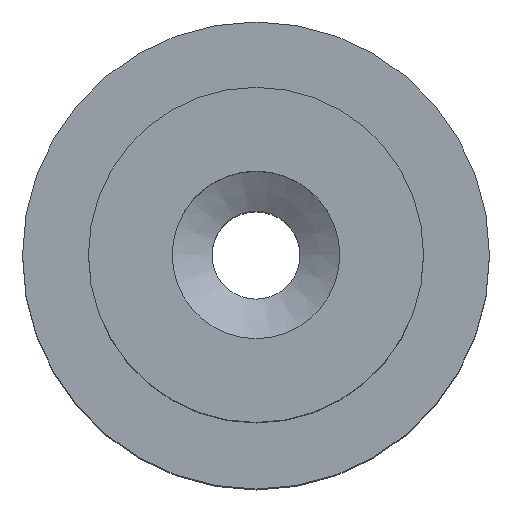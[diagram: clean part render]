
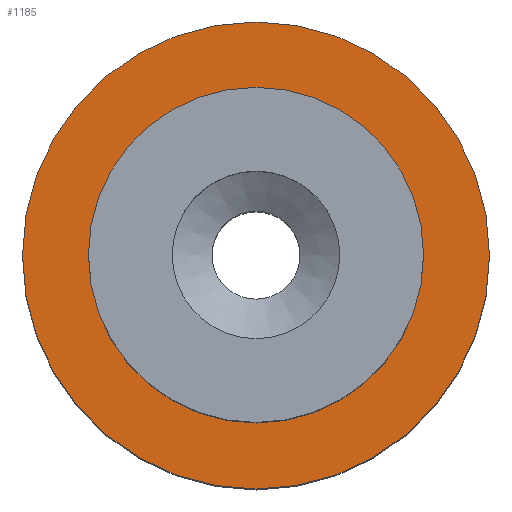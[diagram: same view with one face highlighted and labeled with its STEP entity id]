
A CAD part, top view. The second image highlights one B-rep face of the part: STEP entity #1185.
In plain terms, the highlighted planar face has unit normal (0, 0, 1).
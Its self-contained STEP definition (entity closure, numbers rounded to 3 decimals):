
#1029 = CYLINDRICAL_SURFACE('',#1030,4.59);
#1030 = AXIS2_PLACEMENT_3D('',#1031,#1032,#1033);
#1031 = CARTESIAN_POINT('',(0.,0.,27.5));
#1032 = DIRECTION('',(0.,0.,-1.));
#1033 = DIRECTION('',(1.,0.,0.));
#1101 = VERTEX_POINT('',#1102);
#1102 = CARTESIAN_POINT('',(4.59,0.,26.));
#1123 = EDGE_CURVE('',#1101,#1101,#1124,.T.);
#1124 = SURFACE_CURVE('',#1125,(#1130,#1137),.PCURVE_S1.);
#1125 = CIRCLE('',#1126,4.59);
#1126 = AXIS2_PLACEMENT_3D('',#1127,#1128,#1129);
#1127 = CARTESIAN_POINT('',(0.,0.,26.));
#1128 = DIRECTION('',(0.,0.,-1.));
#1129 = DIRECTION('',(1.,0.,0.));
#1130 = PCURVE('',#1029,#1131);
#1131 = DEFINITIONAL_REPRESENTATION('',(#1132),#1136);
#1132 = LINE('',#1133,#1134);
#1133 = CARTESIAN_POINT('',(0.,1.5));
#1134 = VECTOR('',#1135,1.);
#1135 = DIRECTION('',(1.,0.));
#1136 = ( GEOMETRIC_REPRESENTATION_CONTEXT(2) 
PARAMETRIC_REPRESENTATION_CONTEXT() REPRESENTATION_CONTEXT('2D SPACE',''
  ) );
#1137 = PCURVE('',#1138,#1143);
#1138 = PLANE('',#1139);
#1139 = AXIS2_PLACEMENT_3D('',#1140,#1141,#1142);
#1140 = CARTESIAN_POINT('',(0.,0.,26.));
#1141 = DIRECTION('',(0.,0.,-1.));
#1142 = DIRECTION('',(1.,0.,0.));
#1143 = DEFINITIONAL_REPRESENTATION('',(#1144),#1148);
#1144 = CIRCLE('',#1145,4.59);
#1145 = AXIS2_PLACEMENT_2D('',#1146,#1147);
#1146 = CARTESIAN_POINT('',(0.,0.));
#1147 = DIRECTION('',(1.,-0.));
#1148 = ( GEOMETRIC_REPRESENTATION_CONTEXT(2) 
PARAMETRIC_REPRESENTATION_CONTEXT() REPRESENTATION_CONTEXT('2D SPACE',''
  ) );
#1185 = ADVANCED_FACE('',(#1186,#1189),#1138,.F.);
#1186 = FACE_BOUND('',#1187,.T.);
#1187 = EDGE_LOOP('',(#1188));
#1188 = ORIENTED_EDGE('',*,*,#1123,.T.);
#1189 = FACE_BOUND('',#1190,.T.);
#1190 = EDGE_LOOP('',(#1191));
#1191 = ORIENTED_EDGE('',*,*,#1192,.F.);
#1192 = EDGE_CURVE('',#1193,#1193,#1195,.T.);
#1193 = VERTEX_POINT('',#1194);
#1194 = CARTESIAN_POINT('',(11.15,0.,26.));
#1195 = SURFACE_CURVE('',#1196,(#1201,#1208),.PCURVE_S1.);
#1196 = CIRCLE('',#1197,11.15);
#1197 = AXIS2_PLACEMENT_3D('',#1198,#1199,#1200);
#1198 = CARTESIAN_POINT('',(0.,0.,26.));
#1199 = DIRECTION('',(0.,0.,-1.));
#1200 = DIRECTION('',(1.,0.,0.));
#1201 = PCURVE('',#1138,#1202);
#1202 = DEFINITIONAL_REPRESENTATION('',(#1203),#1207);
#1203 = CIRCLE('',#1204,11.15);
#1204 = AXIS2_PLACEMENT_2D('',#1205,#1206);
#1205 = CARTESIAN_POINT('',(0.,0.));
#1206 = DIRECTION('',(1.,-0.));
#1207 = ( GEOMETRIC_REPRESENTATION_CONTEXT(2) 
PARAMETRIC_REPRESENTATION_CONTEXT() REPRESENTATION_CONTEXT('2D SPACE',''
  ) );
#1208 = PCURVE('',#1209,#1214);
#1209 = CYLINDRICAL_SURFACE('',#1210,11.15);
#1210 = AXIS2_PLACEMENT_3D('',#1211,#1212,#1213);
#1211 = CARTESIAN_POINT('',(0.,0.,26.));
#1212 = DIRECTION('',(0.,0.,-1.));
#1213 = DIRECTION('',(1.,0.,0.));
#1214 = DEFINITIONAL_REPRESENTATION('',(#1215),#1219);
#1215 = LINE('',#1216,#1217);
#1216 = CARTESIAN_POINT('',(0.,0.));
#1217 = VECTOR('',#1218,1.);
#1218 = DIRECTION('',(1.,0.));
#1219 = ( GEOMETRIC_REPRESENTATION_CONTEXT(2) 
PARAMETRIC_REPRESENTATION_CONTEXT() REPRESENTATION_CONTEXT('2D SPACE',''
  ) );
